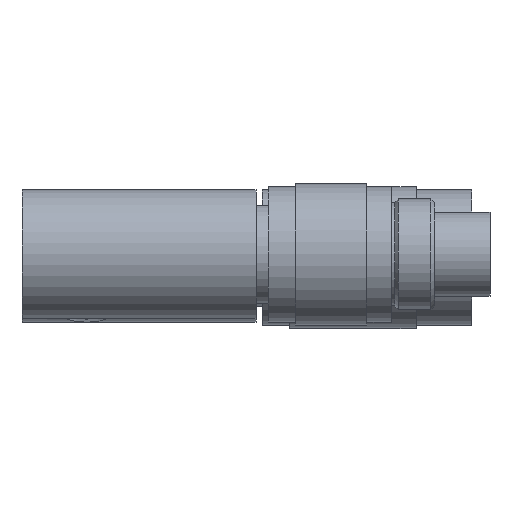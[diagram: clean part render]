
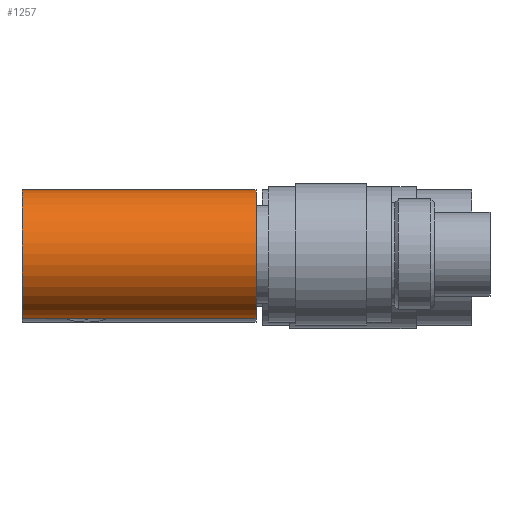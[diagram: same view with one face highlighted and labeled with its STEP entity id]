
A CAD part, top view. The second image highlights one B-rep face of the part: STEP entity #1257.
In plain terms, the highlighted cylindrical face has radius 5.25 mm (diameter 10.5 mm), a full revolution.
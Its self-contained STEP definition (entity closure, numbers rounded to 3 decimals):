
#76=CIRCLE('',#1341,5.25);
#77=CIRCLE('',#1344,5.25);
#145=ORIENTED_EDGE('',*,*,#303,.F.);
#146=ORIENTED_EDGE('',*,*,#304,.F.);
#147=ORIENTED_EDGE('',*,*,#305,.F.);
#148=ORIENTED_EDGE('',*,*,#306,.F.);
#149=ORIENTED_EDGE('',*,*,#307,.T.);
#303=EDGE_CURVE('',#382,#383,#455,.F.);
#304=EDGE_CURVE('',#382,#382,#76,.T.);
#305=EDGE_CURVE('',#384,#382,#456,.F.);
#306=EDGE_CURVE('',#383,#384,#457,.T.);
#307=EDGE_CURVE('',#385,#385,#77,.T.);
#382=VERTEX_POINT('',#1792);
#383=VERTEX_POINT('',#1793);
#384=VERTEX_POINT('',#1796);
#385=VERTEX_POINT('',#1799);
#455=ELLIPSE('',#1340,7.425,5.25);
#456=ELLIPSE('',#1342,7.425,5.25);
#457=ELLIPSE('',#1343,7.425,5.25);
#461=EDGE_LOOP('',(#145,#146,#147,#148));
#462=EDGE_LOOP('',(#149));
#593=FACE_BOUND('',#461,.T.);
#594=FACE_BOUND('',#462,.T.);
#725=CYLINDRICAL_SURFACE('',#1339,5.25);
#1257=ADVANCED_FACE('',(#593,#594),#725,.T.);
#1339=AXIS2_PLACEMENT_3D('',#1790,#1489,#1490);
#1340=AXIS2_PLACEMENT_3D('',#1791,#1491,#1492);
#1341=AXIS2_PLACEMENT_3D('',#1794,#1493,#1494);
#1342=AXIS2_PLACEMENT_3D('',#1795,#1495,#1496);
#1343=AXIS2_PLACEMENT_3D('',#1797,#1497,#1498);
#1344=AXIS2_PLACEMENT_3D('',#1798,#1499,#1500);
#1489=DIRECTION('',(0.,0.,-1.));
#1490=DIRECTION('',(-1.,0.,0.));
#1491=DIRECTION('',(-0.707,0.,-0.707));
#1492=DIRECTION('',(0.707,0.,-0.707));
#1493=DIRECTION('',(0.,0.,-1.));
#1494=DIRECTION('',(-1.,0.,0.));
#1495=DIRECTION('',(-0.707,0.,-0.707));
#1496=DIRECTION('',(0.707,0.,-0.707));
#1497=DIRECTION('',(0.707,0.,-0.707));
#1498=DIRECTION('',(-0.707,0.,-0.707));
#1499=DIRECTION('',(0.,0.,-1.));
#1500=DIRECTION('',(-1.,0.,0.));
#1790=CARTESIAN_POINT('',(0.,0.,-38.));
#1791=CARTESIAN_POINT('',(0.,0.,-32.75));
#1792=CARTESIAN_POINT('',(5.25,0.,-38.));
#1793=CARTESIAN_POINT('',(0.,5.25,-32.75));
#1794=CARTESIAN_POINT('',(0.,0.,-38.));
#1795=CARTESIAN_POINT('',(0.,0.,-32.75));
#1796=CARTESIAN_POINT('',(0.,-5.25,-32.75));
#1797=CARTESIAN_POINT('',(0.,0.,-32.75));
#1798=CARTESIAN_POINT('',(0.,0.,-19.));
#1799=CARTESIAN_POINT('',(-5.25,0.,-19.));
